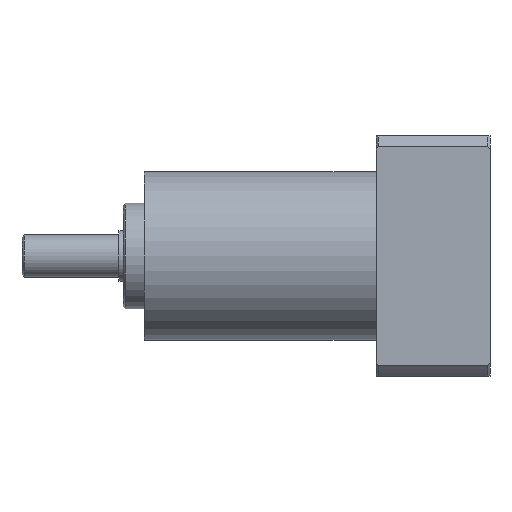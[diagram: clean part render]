
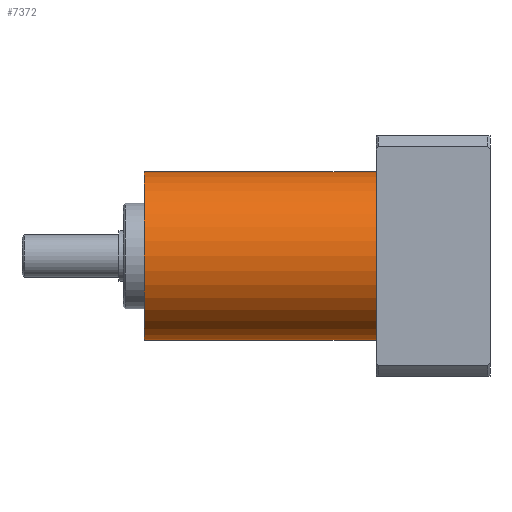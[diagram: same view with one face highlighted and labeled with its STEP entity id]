
A CAD part, front view. The second image highlights one B-rep face of the part: STEP entity #7372.
In plain terms, the highlighted cylindrical face has radius 20 mm (diameter 40 mm), a full revolution.
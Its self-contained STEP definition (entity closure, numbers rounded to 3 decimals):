
#3467 = PLANE('',#3468);
#3468 = AXIS2_PLACEMENT_3D('',#3469,#3470,#3471);
#3469 = CARTESIAN_POINT('',(84.,-28.25,0.));
#3470 = DIRECTION('',(-1.,0.,0.));
#3471 = DIRECTION('',(0.,0.,-1.));
#3999 = EDGE_CURVE('',#4000,#4000,#4002,.T.);
#4000 = VERTEX_POINT('',#4001);
#4001 = CARTESIAN_POINT('',(84.,20.,0.));
#4002 = SURFACE_CURVE('',#4003,(#4008,#4019),.PCURVE_S1.);
#4003 = CIRCLE('',#4004,20.);
#4004 = AXIS2_PLACEMENT_3D('',#4005,#4006,#4007);
#4005 = CARTESIAN_POINT('',(84.,0.,0.));
#4006 = DIRECTION('',(1.,0.,0.));
#4007 = DIRECTION('',(0.,1.,0.));
#4008 = PCURVE('',#3467,#4009);
#4009 = DEFINITIONAL_REPRESENTATION('',(#4010),#4018);
#4010 = ( BOUNDED_CURVE() B_SPLINE_CURVE(2,(#4011,#4012,#4013,#4014,
#4015,#4016,#4017),.UNSPECIFIED.,.F.,.F.) B_SPLINE_CURVE_WITH_KNOTS((1,2
    ,2,2,2,1),(-2.094,0.,2.094,4.189,
6.283,8.378),.UNSPECIFIED.) CURVE() 
GEOMETRIC_REPRESENTATION_ITEM() RATIONAL_B_SPLINE_CURVE((1.,0.5,1.,0.5,
1.,0.5,1.)) REPRESENTATION_ITEM('') );
#4011 = CARTESIAN_POINT('',(0.,-48.25));
#4012 = CARTESIAN_POINT('',(-34.641,-48.25));
#4013 = CARTESIAN_POINT('',(-17.321,-18.25));
#4014 = CARTESIAN_POINT('',(0.,11.75));
#4015 = CARTESIAN_POINT('',(17.321,-18.25));
#4016 = CARTESIAN_POINT('',(34.641,-48.25));
#4017 = CARTESIAN_POINT('',(0.,-48.25));
#4018 = ( GEOMETRIC_REPRESENTATION_CONTEXT(2) 
PARAMETRIC_REPRESENTATION_CONTEXT() REPRESENTATION_CONTEXT('2D SPACE',''
  ) );
#4019 = PCURVE('',#4020,#4025);
#4020 = CYLINDRICAL_SURFACE('',#4021,20.);
#4021 = AXIS2_PLACEMENT_3D('',#4022,#4023,#4024);
#4022 = CARTESIAN_POINT('',(56.5,0.,0.));
#4023 = DIRECTION('',(1.,0.,0.));
#4024 = DIRECTION('',(0.,1.,0.));
#4025 = DEFINITIONAL_REPRESENTATION('',(#4026),#4029);
#4026 = B_SPLINE_CURVE_WITH_KNOTS('',1,(#4027,#4028),.UNSPECIFIED.,.F.,
  .F.,(2,2),(0.,6.283),.PIECEWISE_BEZIER_KNOTS.);
#4027 = CARTESIAN_POINT('',(0.,27.5));
#4028 = CARTESIAN_POINT('',(6.283,27.5));
#4029 = ( GEOMETRIC_REPRESENTATION_CONTEXT(2) 
PARAMETRIC_REPRESENTATION_CONTEXT() REPRESENTATION_CONTEXT('2D SPACE',''
  ) );
#7372 = ADVANCED_FACE('',(#7373),#4020,.T.);
#7373 = FACE_BOUND('',#7374,.T.);
#7374 = EDGE_LOOP('',(#7375,#7376,#7398,#7428));
#7375 = ORIENTED_EDGE('',*,*,#3999,.F.);
#7376 = ORIENTED_EDGE('',*,*,#7377,.F.);
#7377 = EDGE_CURVE('',#7378,#4000,#7380,.T.);
#7378 = VERTEX_POINT('',#7379);
#7379 = CARTESIAN_POINT('',(29.,20.,0.));
#7380 = SEAM_CURVE('',#7381,(#7384,#7391),.PCURVE_S1.);
#7381 = B_SPLINE_CURVE_WITH_KNOTS('',1,(#7382,#7383),.UNSPECIFIED.,.F.,
  .F.,(2,2),(-27.5,27.5),.PIECEWISE_BEZIER_KNOTS.);
#7382 = CARTESIAN_POINT('',(29.,20.,0.));
#7383 = CARTESIAN_POINT('',(84.,20.,0.));
#7384 = PCURVE('',#4020,#7385);
#7385 = DEFINITIONAL_REPRESENTATION('',(#7386),#7390);
#7386 = LINE('',#7387,#7388);
#7387 = CARTESIAN_POINT('',(0.,0.));
#7388 = VECTOR('',#7389,1.);
#7389 = DIRECTION('',(0.,1.));
#7390 = ( GEOMETRIC_REPRESENTATION_CONTEXT(2) 
PARAMETRIC_REPRESENTATION_CONTEXT() REPRESENTATION_CONTEXT('2D SPACE',''
  ) );
#7391 = PCURVE('',#4020,#7392);
#7392 = DEFINITIONAL_REPRESENTATION('',(#7393),#7397);
#7393 = LINE('',#7394,#7395);
#7394 = CARTESIAN_POINT('',(6.283,0.));
#7395 = VECTOR('',#7396,1.);
#7396 = DIRECTION('',(0.,1.));
#7397 = ( GEOMETRIC_REPRESENTATION_CONTEXT(2) 
PARAMETRIC_REPRESENTATION_CONTEXT() REPRESENTATION_CONTEXT('2D SPACE',''
  ) );
#7398 = ORIENTED_EDGE('',*,*,#7399,.T.);
#7399 = EDGE_CURVE('',#7378,#7378,#7400,.T.);
#7400 = SURFACE_CURVE('',#7401,(#7406,#7412),.PCURVE_S1.);
#7401 = CIRCLE('',#7402,20.);
#7402 = AXIS2_PLACEMENT_3D('',#7403,#7404,#7405);
#7403 = CARTESIAN_POINT('',(29.,0.,0.));
#7404 = DIRECTION('',(1.,0.,0.));
#7405 = DIRECTION('',(0.,1.,0.));
#7406 = PCURVE('',#4020,#7407);
#7407 = DEFINITIONAL_REPRESENTATION('',(#7408),#7411);
#7408 = B_SPLINE_CURVE_WITH_KNOTS('',1,(#7409,#7410),.UNSPECIFIED.,.F.,
  .F.,(2,2),(0.,6.283),.PIECEWISE_BEZIER_KNOTS.);
#7409 = CARTESIAN_POINT('',(0.,-27.5));
#7410 = CARTESIAN_POINT('',(6.283,-27.5));
#7411 = ( GEOMETRIC_REPRESENTATION_CONTEXT(2) 
PARAMETRIC_REPRESENTATION_CONTEXT() REPRESENTATION_CONTEXT('2D SPACE',''
  ) );
#7412 = PCURVE('',#7413,#7418);
#7413 = PLANE('',#7414);
#7414 = AXIS2_PLACEMENT_3D('',#7415,#7416,#7417);
#7415 = CARTESIAN_POINT('',(29.,10.,0.));
#7416 = DIRECTION('',(-1.,0.,0.));
#7417 = DIRECTION('',(0.,0.,1.));
#7418 = DEFINITIONAL_REPRESENTATION('',(#7419),#7427);
#7419 = ( BOUNDED_CURVE() B_SPLINE_CURVE(2,(#7420,#7421,#7422,#7423,
#7424,#7425,#7426),.UNSPECIFIED.,.F.,.F.) B_SPLINE_CURVE_WITH_KNOTS((1,2
    ,2,2,2,1),(-2.094,0.,2.094,4.189,
6.283,8.378),.UNSPECIFIED.) CURVE() 
GEOMETRIC_REPRESENTATION_ITEM() RATIONAL_B_SPLINE_CURVE((1.,0.5,1.,0.5,
1.,0.5,1.)) REPRESENTATION_ITEM('') );
#7420 = CARTESIAN_POINT('',(0.,10.));
#7421 = CARTESIAN_POINT('',(34.641,10.));
#7422 = CARTESIAN_POINT('',(17.321,-20.));
#7423 = CARTESIAN_POINT('',(0.,-50.));
#7424 = CARTESIAN_POINT('',(-17.321,-20.));
#7425 = CARTESIAN_POINT('',(-34.641,10.));
#7426 = CARTESIAN_POINT('',(0.,10.));
#7427 = ( GEOMETRIC_REPRESENTATION_CONTEXT(2) 
PARAMETRIC_REPRESENTATION_CONTEXT() REPRESENTATION_CONTEXT('2D SPACE',''
  ) );
#7428 = ORIENTED_EDGE('',*,*,#7377,.T.);
